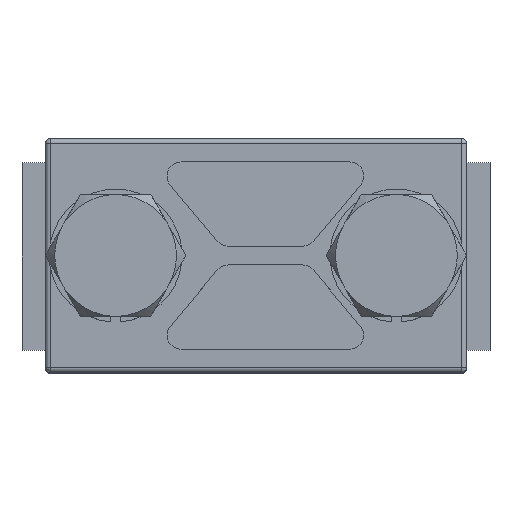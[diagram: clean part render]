
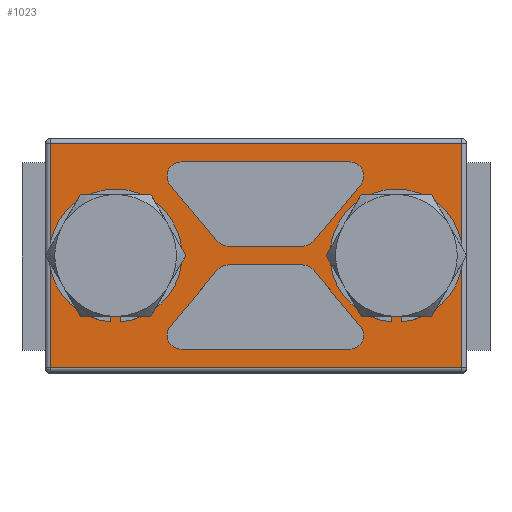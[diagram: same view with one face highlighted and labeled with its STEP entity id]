
A CAD part, top view. The second image highlights one B-rep face of the part: STEP entity #1023.
In plain terms, the highlighted face is planar.
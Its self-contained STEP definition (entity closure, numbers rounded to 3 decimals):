
#819=AXIS2_PLACEMENT_3D('Plane Axis2P3D',#816,#817,#818) ;
#857=AXIS2_PLACEMENT_3D('Circle Axis2P3D',#855,#856,$) ;
#866=AXIS2_PLACEMENT_3D('Circle Axis2P3D',#864,#865,$) ;
#875=AXIS2_PLACEMENT_3D('Circle Axis2P3D',#873,#874,$) ;
#884=AXIS2_PLACEMENT_3D('Circle Axis2P3D',#882,#883,$) ;
#902=AXIS2_PLACEMENT_3D('Circle Axis2P3D',#900,#901,$) ;
#916=AXIS2_PLACEMENT_3D('Circle Axis2P3D',#914,#915,$) ;
#930=AXIS2_PLACEMENT_3D('Circle Axis2P3D',#928,#929,$) ;
#944=AXIS2_PLACEMENT_3D('Circle Axis2P3D',#942,#943,$) ;
#968=AXIS2_PLACEMENT_3D('Circle Axis2P3D',#966,#967,$) ;
#982=AXIS2_PLACEMENT_3D('Circle Axis2P3D',#980,#981,$) ;
#996=AXIS2_PLACEMENT_3D('Circle Axis2P3D',#994,#995,$) ;
#1010=AXIS2_PLACEMENT_3D('Circle Axis2P3D',#1008,#1009,$) ;
#816=CARTESIAN_POINT('Axis2P3D Location',(0.,0.,0.)) ;
#821=CARTESIAN_POINT('Line Origine',(0.,12.,0.)) ;
#825=CARTESIAN_POINT('Vertex',(22.,12.,0.)) ;
#827=CARTESIAN_POINT('Vertex',(-22.,12.,0.)) ;
#830=CARTESIAN_POINT('Line Origine',(22.,0.,0.)) ;
#834=CARTESIAN_POINT('Vertex',(22.,-12.,0.)) ;
#837=CARTESIAN_POINT('Line Origine',(0.,-12.,0.)) ;
#841=CARTESIAN_POINT('Vertex',(-22.,-12.,0.)) ;
#844=CARTESIAN_POINT('Line Origine',(-22.,0.,0.)) ;
#855=CARTESIAN_POINT('Axis2P3D Location',(15.,0.,0.)) ;
#859=CARTESIAN_POINT('Vertex',(15.,4.75,0.)) ;
#861=CARTESIAN_POINT('Vertex',(15.,-4.75,0.)) ;
#864=CARTESIAN_POINT('Axis2P3D Location',(15.,0.,0.)) ;
#873=CARTESIAN_POINT('Axis2P3D Location',(-15.,0.,0.)) ;
#877=CARTESIAN_POINT('Vertex',(-10.25,0.,0.)) ;
#879=CARTESIAN_POINT('Vertex',(-19.75,0.,0.)) ;
#882=CARTESIAN_POINT('Axis2P3D Location',(-15.,0.,0.)) ;
#891=CARTESIAN_POINT('Line Origine',(-1.,1.,0.)) ;
#895=CARTESIAN_POINT('Vertex',(-4.965,1.,0.)) ;
#897=CARTESIAN_POINT('Vertex',(2.965,1.,0.)) ;
#900=CARTESIAN_POINT('Axis2P3D Location',(2.965,2.5,0.)) ;
#904=CARTESIAN_POINT('Vertex',(4.114,1.536,0.)) ;
#907=CARTESIAN_POINT('Line Origine',(6.632,4.536,0.)) ;
#911=CARTESIAN_POINT('Vertex',(9.149,7.536,0.)) ;
#914=CARTESIAN_POINT('Axis2P3D Location',(8.,8.5,0.)) ;
#918=CARTESIAN_POINT('Vertex',(8.,10.,0.)) ;
#921=CARTESIAN_POINT('Line Origine',(-1.,10.,0.)) ;
#925=CARTESIAN_POINT('Vertex',(-10.,10.,0.)) ;
#928=CARTESIAN_POINT('Axis2P3D Location',(-10.,8.5,0.)) ;
#932=CARTESIAN_POINT('Vertex',(-11.149,7.536,0.)) ;
#935=CARTESIAN_POINT('Line Origine',(-8.632,4.536,0.)) ;
#939=CARTESIAN_POINT('Vertex',(-6.114,1.536,0.)) ;
#942=CARTESIAN_POINT('Axis2P3D Location',(-4.965,2.5,0.)) ;
#957=CARTESIAN_POINT('Line Origine',(-1.,-1.,0.)) ;
#961=CARTESIAN_POINT('Vertex',(-4.965,-1.,0.)) ;
#963=CARTESIAN_POINT('Vertex',(2.965,-1.,0.)) ;
#966=CARTESIAN_POINT('Axis2P3D Location',(-4.965,-2.5,0.)) ;
#970=CARTESIAN_POINT('Vertex',(-6.114,-1.536,0.)) ;
#973=CARTESIAN_POINT('Line Origine',(-8.632,-4.536,0.)) ;
#977=CARTESIAN_POINT('Vertex',(-11.149,-7.536,0.)) ;
#980=CARTESIAN_POINT('Axis2P3D Location',(-10.,-8.5,0.)) ;
#984=CARTESIAN_POINT('Vertex',(-10.,-10.,0.)) ;
#987=CARTESIAN_POINT('Line Origine',(-1.,-10.,0.)) ;
#991=CARTESIAN_POINT('Vertex',(8.,-10.,0.)) ;
#994=CARTESIAN_POINT('Axis2P3D Location',(8.,-8.5,0.)) ;
#998=CARTESIAN_POINT('Vertex',(9.149,-7.536,0.)) ;
#1001=CARTESIAN_POINT('Line Origine',(6.632,-4.536,0.)) ;
#1005=CARTESIAN_POINT('Vertex',(4.114,-1.536,0.)) ;
#1008=CARTESIAN_POINT('Axis2P3D Location',(2.965,-2.5,0.)) ;
#817=DIRECTION('Axis2P3D Direction',(0.,-0.,1.)) ;
#818=DIRECTION('Axis2P3D XDirection',(0.,1.,0.)) ;
#822=DIRECTION('Vector Direction',(-1.,0.,0.)) ;
#831=DIRECTION('Vector Direction',(0.,-1.,0.)) ;
#838=DIRECTION('Vector Direction',(1.,0.,0.)) ;
#845=DIRECTION('Vector Direction',(0.,1.,0.)) ;
#856=DIRECTION('Axis2P3D Direction',(0.,-0.,1.)) ;
#865=DIRECTION('Axis2P3D Direction',(0.,-0.,1.)) ;
#874=DIRECTION('Axis2P3D Direction',(0.,-0.,1.)) ;
#883=DIRECTION('Axis2P3D Direction',(0.,-0.,1.)) ;
#892=DIRECTION('Vector Direction',(1.,0.,0.)) ;
#901=DIRECTION('Axis2P3D Direction',(0.,-0.,1.)) ;
#908=DIRECTION('Vector Direction',(0.643,0.766,0.)) ;
#915=DIRECTION('Axis2P3D Direction',(0.,-0.,1.)) ;
#922=DIRECTION('Vector Direction',(1.,0.,0.)) ;
#929=DIRECTION('Axis2P3D Direction',(0.,-0.,1.)) ;
#936=DIRECTION('Vector Direction',(0.643,-0.766,0.)) ;
#943=DIRECTION('Axis2P3D Direction',(0.,-0.,1.)) ;
#958=DIRECTION('Vector Direction',(1.,0.,0.)) ;
#967=DIRECTION('Axis2P3D Direction',(0.,-0.,1.)) ;
#974=DIRECTION('Vector Direction',(0.643,0.766,0.)) ;
#981=DIRECTION('Axis2P3D Direction',(0.,-0.,1.)) ;
#988=DIRECTION('Vector Direction',(1.,0.,0.)) ;
#995=DIRECTION('Axis2P3D Direction',(0.,-0.,1.)) ;
#1002=DIRECTION('Vector Direction',(0.643,-0.766,0.)) ;
#1009=DIRECTION('Axis2P3D Direction',(0.,-0.,1.)) ;
#823=VECTOR('Line Direction',#822,1.) ;
#832=VECTOR('Line Direction',#831,1.) ;
#839=VECTOR('Line Direction',#838,1.) ;
#846=VECTOR('Line Direction',#845,1.) ;
#893=VECTOR('Line Direction',#892,1.) ;
#909=VECTOR('Line Direction',#908,1.) ;
#923=VECTOR('Line Direction',#922,1.) ;
#937=VECTOR('Line Direction',#936,1.) ;
#959=VECTOR('Line Direction',#958,1.) ;
#975=VECTOR('Line Direction',#974,1.) ;
#989=VECTOR('Line Direction',#988,1.) ;
#1003=VECTOR('Line Direction',#1002,1.) ;
#850=ORIENTED_EDGE('',*,*,#829,.F.) ;
#851=ORIENTED_EDGE('',*,*,#836,.T.) ;
#852=ORIENTED_EDGE('',*,*,#843,.F.) ;
#853=ORIENTED_EDGE('',*,*,#848,.T.) ;
#870=ORIENTED_EDGE('',*,*,#863,.F.) ;
#871=ORIENTED_EDGE('',*,*,#868,.F.) ;
#888=ORIENTED_EDGE('',*,*,#881,.T.) ;
#889=ORIENTED_EDGE('',*,*,#886,.T.) ;
#948=ORIENTED_EDGE('',*,*,#899,.T.) ;
#949=ORIENTED_EDGE('',*,*,#906,.F.) ;
#950=ORIENTED_EDGE('',*,*,#913,.T.) ;
#951=ORIENTED_EDGE('',*,*,#920,.F.) ;
#952=ORIENTED_EDGE('',*,*,#927,.F.) ;
#953=ORIENTED_EDGE('',*,*,#934,.F.) ;
#954=ORIENTED_EDGE('',*,*,#941,.T.) ;
#955=ORIENTED_EDGE('',*,*,#946,.F.) ;
#1014=ORIENTED_EDGE('',*,*,#965,.F.) ;
#1015=ORIENTED_EDGE('',*,*,#972,.T.) ;
#1016=ORIENTED_EDGE('',*,*,#979,.F.) ;
#1017=ORIENTED_EDGE('',*,*,#986,.T.) ;
#1018=ORIENTED_EDGE('',*,*,#993,.T.) ;
#1019=ORIENTED_EDGE('',*,*,#1000,.T.) ;
#1020=ORIENTED_EDGE('',*,*,#1007,.F.) ;
#1021=ORIENTED_EDGE('',*,*,#1012,.T.) ;
#872=FACE_BOUND('',#869,.T.) ;
#890=FACE_BOUND('',#887,.T.) ;
#956=FACE_BOUND('',#947,.T.) ;
#1022=FACE_BOUND('',#1013,.T.) ;
#1023=ADVANCED_FACE('Hauptkoerper nicht benutzen',(#854,#872,#890,#956,#1022),#820,.F.) ;
#858=CIRCLE('generated circle',#857,4.75) ;
#867=CIRCLE('generated circle',#866,4.75) ;
#876=CIRCLE('generated circle',#875,4.75) ;
#885=CIRCLE('generated circle',#884,4.75) ;
#903=CIRCLE('generated circle',#902,1.5) ;
#917=CIRCLE('generated circle',#916,1.5) ;
#931=CIRCLE('generated circle',#930,1.5) ;
#945=CIRCLE('generated circle',#944,1.5) ;
#969=CIRCLE('generated circle',#968,1.5) ;
#983=CIRCLE('generated circle',#982,1.5) ;
#997=CIRCLE('generated circle',#996,1.5) ;
#1011=CIRCLE('generated circle',#1010,1.5) ;
#829=EDGE_CURVE('',#826,#828,#824,.T.) ;
#836=EDGE_CURVE('',#826,#835,#833,.T.) ;
#843=EDGE_CURVE('',#842,#835,#840,.T.) ;
#848=EDGE_CURVE('',#842,#828,#847,.T.) ;
#863=EDGE_CURVE('',#860,#862,#858,.F.) ;
#868=EDGE_CURVE('',#862,#860,#867,.F.) ;
#881=EDGE_CURVE('',#878,#880,#876,.T.) ;
#886=EDGE_CURVE('',#880,#878,#885,.T.) ;
#899=EDGE_CURVE('',#896,#898,#894,.T.) ;
#906=EDGE_CURVE('',#905,#898,#903,.F.) ;
#913=EDGE_CURVE('',#905,#912,#910,.T.) ;
#920=EDGE_CURVE('',#919,#912,#917,.F.) ;
#927=EDGE_CURVE('',#926,#919,#924,.T.) ;
#934=EDGE_CURVE('',#933,#926,#931,.F.) ;
#941=EDGE_CURVE('',#933,#940,#938,.T.) ;
#946=EDGE_CURVE('',#896,#940,#945,.F.) ;
#965=EDGE_CURVE('',#962,#964,#960,.T.) ;
#972=EDGE_CURVE('',#962,#971,#969,.T.) ;
#979=EDGE_CURVE('',#978,#971,#976,.T.) ;
#986=EDGE_CURVE('',#978,#985,#983,.T.) ;
#993=EDGE_CURVE('',#985,#992,#990,.T.) ;
#1000=EDGE_CURVE('',#992,#999,#997,.T.) ;
#1007=EDGE_CURVE('',#1006,#999,#1004,.T.) ;
#1012=EDGE_CURVE('',#1006,#964,#1011,.T.) ;
#849=EDGE_LOOP('',(#850,#851,#852,#853)) ;
#869=EDGE_LOOP('',(#870,#871)) ;
#887=EDGE_LOOP('',(#888,#889)) ;
#947=EDGE_LOOP('',(#948,#949,#950,#951,#952,#953,#954,#955)) ;
#1013=EDGE_LOOP('',(#1014,#1015,#1016,#1017,#1018,#1019,#1020,#1021)) ;
#854=FACE_OUTER_BOUND('',#849,.T.) ;
#824=LINE('Line',#821,#823) ;
#833=LINE('Line',#830,#832) ;
#840=LINE('Line',#837,#839) ;
#847=LINE('Line',#844,#846) ;
#894=LINE('Line',#891,#893) ;
#910=LINE('Line',#907,#909) ;
#924=LINE('Line',#921,#923) ;
#938=LINE('Line',#935,#937) ;
#960=LINE('Line',#957,#959) ;
#976=LINE('Line',#973,#975) ;
#990=LINE('Line',#987,#989) ;
#1004=LINE('Line',#1001,#1003) ;
#820=PLANE('Plane',#819) ;
#826=VERTEX_POINT('',#825) ;
#828=VERTEX_POINT('',#827) ;
#835=VERTEX_POINT('',#834) ;
#842=VERTEX_POINT('',#841) ;
#860=VERTEX_POINT('',#859) ;
#862=VERTEX_POINT('',#861) ;
#878=VERTEX_POINT('',#877) ;
#880=VERTEX_POINT('',#879) ;
#896=VERTEX_POINT('',#895) ;
#898=VERTEX_POINT('',#897) ;
#905=VERTEX_POINT('',#904) ;
#912=VERTEX_POINT('',#911) ;
#919=VERTEX_POINT('',#918) ;
#926=VERTEX_POINT('',#925) ;
#933=VERTEX_POINT('',#932) ;
#940=VERTEX_POINT('',#939) ;
#962=VERTEX_POINT('',#961) ;
#964=VERTEX_POINT('',#963) ;
#971=VERTEX_POINT('',#970) ;
#978=VERTEX_POINT('',#977) ;
#985=VERTEX_POINT('',#984) ;
#992=VERTEX_POINT('',#991) ;
#999=VERTEX_POINT('',#998) ;
#1006=VERTEX_POINT('',#1005) ;
